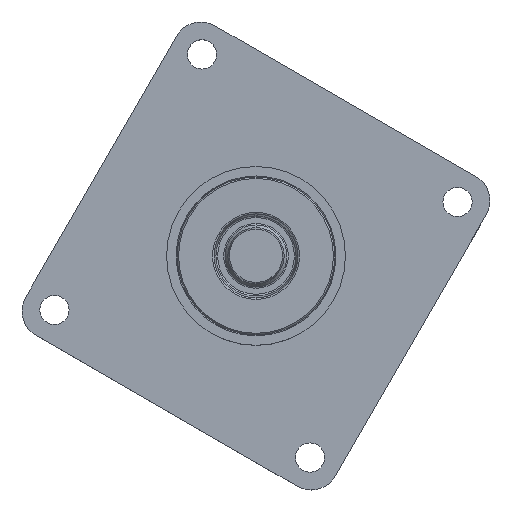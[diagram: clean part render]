
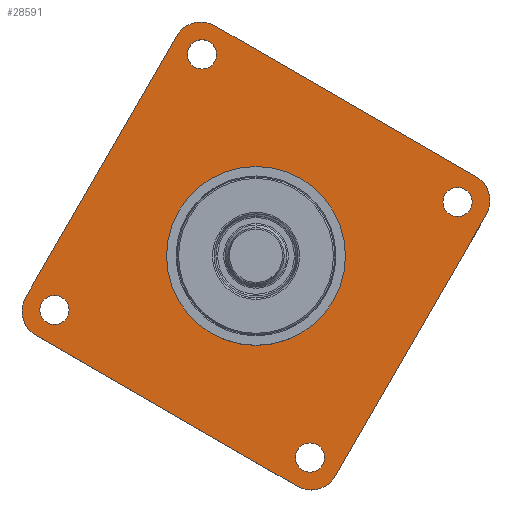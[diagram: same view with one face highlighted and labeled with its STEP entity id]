
A CAD part, top view. The second image highlights one B-rep face of the part: STEP entity #28591.
In plain terms, the highlighted planar face has unit normal (0, 0, 1).
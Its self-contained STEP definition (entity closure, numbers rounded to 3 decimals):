
#4147=DIRECTION('',(0.5,0.866,0.));
#4148=VECTOR('',#4147,53.5);
#4149=CARTESIAN_POINT('',(-40.871,-7.291,22.5));
#4150=LINE('',#4149,#4148);
#4151=CARTESIAN_POINT('',(-9.791,36.541,22.5));
#4152=DIRECTION('',(0.,0.,1.));
#4153=DIRECTION('',(0.5,0.866,0.));
#4154=AXIS2_PLACEMENT_3D('',#4151,#4152,#4153);
#4156=DIRECTION('',(0.866,-0.5,0.));
#4157=VECTOR('',#4156,53.5);
#4158=CARTESIAN_POINT('',(-7.291,40.871,22.5));
#4159=LINE('',#4158,#4157);
#4160=CARTESIAN_POINT('',(36.541,9.791,22.5));
#4161=DIRECTION('',(0.,0.,1.));
#4162=DIRECTION('',(0.866,-0.5,0.));
#4163=AXIS2_PLACEMENT_3D('',#4160,#4161,#4162);
#4165=DIRECTION('',(-0.5,-0.866,0.));
#4166=VECTOR('',#4165,53.5);
#4167=CARTESIAN_POINT('',(40.871,7.291,22.5));
#4168=LINE('',#4167,#4166);
#4169=CARTESIAN_POINT('',(9.791,-36.541,22.5));
#4170=DIRECTION('',(0.,0.,1.));
#4171=DIRECTION('',(-0.5,-0.866,0.));
#4172=AXIS2_PLACEMENT_3D('',#4169,#4170,#4171);
#4174=DIRECTION('',(-0.866,0.5,0.));
#4175=VECTOR('',#4174,53.5);
#4176=CARTESIAN_POINT('',(7.291,-40.871,22.5));
#4177=LINE('',#4176,#4175);
#4178=CARTESIAN_POINT('',(-36.541,-9.791,22.5));
#4179=DIRECTION('',(0.,0.,1.));
#4180=DIRECTION('',(-0.866,0.5,0.));
#4181=AXIS2_PLACEMENT_3D('',#4178,#4179,#4180);
#4183=CARTESIAN_POINT('',(9.59,-35.79,22.5));
#4184=DIRECTION('',(0.,0.,-1.));
#4185=DIRECTION('',(0.,-1.,0.));
#4186=AXIS2_PLACEMENT_3D('',#4183,#4184,#4185);
#4188=CARTESIAN_POINT('',(9.59,-35.79,22.5));
#4189=DIRECTION('',(0.,0.,-1.));
#4190=DIRECTION('',(0.,1.,0.));
#4191=AXIS2_PLACEMENT_3D('',#4188,#4189,#4190);
#4193=CARTESIAN_POINT('',(-35.79,-9.59,22.5));
#4194=DIRECTION('',(0.,0.,-1.));
#4195=DIRECTION('',(0.,-1.,0.));
#4196=AXIS2_PLACEMENT_3D('',#4193,#4194,#4195);
#4198=CARTESIAN_POINT('',(-35.79,-9.59,22.5));
#4199=DIRECTION('',(0.,0.,-1.));
#4200=DIRECTION('',(0.,1.,0.));
#4201=AXIS2_PLACEMENT_3D('',#4198,#4199,#4200);
#4203=CARTESIAN_POINT('',(35.79,9.59,22.5));
#4204=DIRECTION('',(0.,0.,-1.));
#4205=DIRECTION('',(0.,-1.,0.));
#4206=AXIS2_PLACEMENT_3D('',#4203,#4204,#4205);
#4208=CARTESIAN_POINT('',(35.79,9.59,22.5));
#4209=DIRECTION('',(0.,0.,-1.));
#4210=DIRECTION('',(0.,1.,0.));
#4211=AXIS2_PLACEMENT_3D('',#4208,#4209,#4210);
#4213=CARTESIAN_POINT('',(-9.59,35.79,22.5));
#4214=DIRECTION('',(0.,0.,-1.));
#4215=DIRECTION('',(0.,-1.,0.));
#4216=AXIS2_PLACEMENT_3D('',#4213,#4214,#4215);
#4218=CARTESIAN_POINT('',(-9.59,35.79,22.5));
#4219=DIRECTION('',(0.,0.,-1.));
#4220=DIRECTION('',(0.,1.,0.));
#4221=AXIS2_PLACEMENT_3D('',#4218,#4219,#4220);
#4275=CARTESIAN_POINT('',(0.,0.,22.5));
#4276=DIRECTION('',(0.,0.,1.));
#4277=DIRECTION('',(0.,1.,0.));
#4278=AXIS2_PLACEMENT_3D('',#4275,#4276,#4277);
#4294=CARTESIAN_POINT('',(0.,0.,22.5));
#4295=DIRECTION('',(0.,0.,-1.));
#4296=DIRECTION('',(0.,1.,0.));
#4297=AXIS2_PLACEMENT_3D('',#4294,#4295,#4296);
#22931=CARTESIAN_POINT('',(-40.871,-7.291,22.5));
#22933=VERTEX_POINT('',#22931);
#22935=CARTESIAN_POINT('',(-14.121,39.041,22.5));
#22937=VERTEX_POINT('',#22935);
#22939=CARTESIAN_POINT('',(-7.291,40.871,22.5));
#22941=VERTEX_POINT('',#22939);
#22943=CARTESIAN_POINT('',(39.041,14.121,22.5));
#22945=VERTEX_POINT('',#22943);
#22947=CARTESIAN_POINT('',(40.871,7.291,22.5));
#22949=VERTEX_POINT('',#22947);
#22951=CARTESIAN_POINT('',(14.121,-39.041,22.5));
#22953=VERTEX_POINT('',#22951);
#22955=CARTESIAN_POINT('',(7.291,-40.871,22.5));
#22957=VERTEX_POINT('',#22955);
#22959=CARTESIAN_POINT('',(-39.041,-14.121,22.5));
#22961=VERTEX_POINT('',#22959);
#22963=CARTESIAN_POINT('',(0.,15.875,22.5));
#22964=CARTESIAN_POINT('',(0.,-15.875,22.5));
#22965=VERTEX_POINT('',#22963);
#22966=VERTEX_POINT('',#22964);
#22971=CARTESIAN_POINT('',(-9.59,33.19,22.5));
#22972=CARTESIAN_POINT('',(-9.59,38.39,22.5));
#22973=VERTEX_POINT('',#22971);
#22974=VERTEX_POINT('',#22972);
#22979=CARTESIAN_POINT('',(35.79,6.99,22.5));
#22980=CARTESIAN_POINT('',(35.79,12.19,22.5));
#22981=VERTEX_POINT('',#22979);
#22982=VERTEX_POINT('',#22980);
#22987=CARTESIAN_POINT('',(-35.79,-12.19,22.5));
#22988=CARTESIAN_POINT('',(-35.79,-6.99,22.5));
#22989=VERTEX_POINT('',#22987);
#22990=VERTEX_POINT('',#22988);
#22995=CARTESIAN_POINT('',(9.59,-38.39,22.5));
#22996=CARTESIAN_POINT('',(9.59,-33.19,22.5));
#22997=VERTEX_POINT('',#22995);
#22998=VERTEX_POINT('',#22996);
#28540=CARTESIAN_POINT('',(0.,0.,22.5));
#28541=DIRECTION('',(0.,0.,-1.));
#28542=DIRECTION('',(0.,1.,0.));
#28543=AXIS2_PLACEMENT_3D('',#28540,#28541,#28542);
#28544=PLANE('',#28543);
#28545=ORIENTED_EDGE('',*,*,#28521,.T.);
#28547=ORIENTED_EDGE('',*,*,#28546,.F.);
#28549=ORIENTED_EDGE('',*,*,#28548,.T.);
#28551=ORIENTED_EDGE('',*,*,#28550,.F.);
#28553=ORIENTED_EDGE('',*,*,#28552,.T.);
#28555=ORIENTED_EDGE('',*,*,#28554,.F.);
#28557=ORIENTED_EDGE('',*,*,#28556,.T.);
#28558=ORIENTED_EDGE('',*,*,#28532,.F.);
#28559=EDGE_LOOP('',(#28545,#28547,#28549,#28551,#28553,#28555,#28557,#28558));
#28560=FACE_OUTER_BOUND('',#28559,.F.);
#28562=ORIENTED_EDGE('',*,*,#28561,.F.);
#28564=ORIENTED_EDGE('',*,*,#28563,.F.);
#28565=EDGE_LOOP('',(#28562,#28564));
#28566=FACE_BOUND('',#28565,.F.);
#28568=ORIENTED_EDGE('',*,*,#28567,.F.);
#28570=ORIENTED_EDGE('',*,*,#28569,.F.);
#28571=EDGE_LOOP('',(#28568,#28570));
#28572=FACE_BOUND('',#28571,.F.);
#28574=ORIENTED_EDGE('',*,*,#28573,.F.);
#28576=ORIENTED_EDGE('',*,*,#28575,.F.);
#28577=EDGE_LOOP('',(#28574,#28576));
#28578=FACE_BOUND('',#28577,.F.);
#28580=ORIENTED_EDGE('',*,*,#28579,.T.);
#28582=ORIENTED_EDGE('',*,*,#28581,.F.);
#28583=EDGE_LOOP('',(#28580,#28582));
#28584=FACE_BOUND('',#28583,.F.);
#28586=ORIENTED_EDGE('',*,*,#28585,.F.);
#28588=ORIENTED_EDGE('',*,*,#28587,.F.);
#28589=EDGE_LOOP('',(#28586,#28588));
#28590=FACE_BOUND('',#28589,.F.);
#4155=CIRCLE('',#4154,5.);
#4164=CIRCLE('',#4163,5.);
#4173=CIRCLE('',#4172,5.);
#4182=CIRCLE('',#4181,5.);
#4187=CIRCLE('',#4186,2.6);
#4192=CIRCLE('',#4191,2.6);
#4197=CIRCLE('',#4196,2.6);
#4202=CIRCLE('',#4201,2.6);
#4207=CIRCLE('',#4206,2.6);
#4212=CIRCLE('',#4211,2.6);
#4217=CIRCLE('',#4216,2.6);
#4222=CIRCLE('',#4221,2.6);
#4279=CIRCLE('',#4278,15.875);
#4298=CIRCLE('',#4297,15.875);
#28521=EDGE_CURVE('',#22933,#22937,#4150,.T.);
#28532=EDGE_CURVE('',#22933,#22961,#4182,.T.);
#28546=EDGE_CURVE('',#22941,#22937,#4155,.T.);
#28548=EDGE_CURVE('',#22941,#22945,#4159,.T.);
#28550=EDGE_CURVE('',#22949,#22945,#4164,.T.);
#28552=EDGE_CURVE('',#22949,#22953,#4168,.T.);
#28554=EDGE_CURVE('',#22957,#22953,#4173,.T.);
#28556=EDGE_CURVE('',#22957,#22961,#4177,.T.);
#28561=EDGE_CURVE('',#22997,#22998,#4187,.T.);
#28563=EDGE_CURVE('',#22998,#22997,#4192,.T.);
#28567=EDGE_CURVE('',#22989,#22990,#4197,.T.);
#28569=EDGE_CURVE('',#22990,#22989,#4202,.T.);
#28573=EDGE_CURVE('',#22981,#22982,#4207,.T.);
#28575=EDGE_CURVE('',#22982,#22981,#4212,.T.);
#28579=EDGE_CURVE('',#22965,#22966,#4279,.T.);
#28581=EDGE_CURVE('',#22965,#22966,#4298,.T.);
#28585=EDGE_CURVE('',#22973,#22974,#4217,.T.);
#28587=EDGE_CURVE('',#22974,#22973,#4222,.T.);
#28591=ADVANCED_FACE('',(#28560,#28566,#28572,#28578,#28584,#28590),#28544,.F.);
